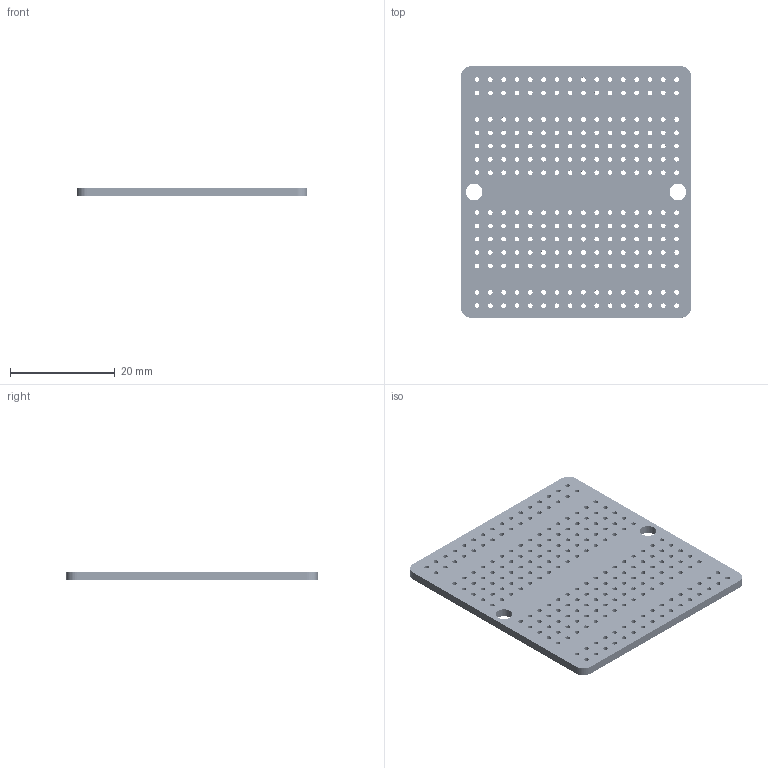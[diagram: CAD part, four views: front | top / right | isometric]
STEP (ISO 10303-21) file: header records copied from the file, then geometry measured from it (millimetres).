
FILE_DESCRIPTION(/* description */ (''),/* implementation_level */ '2;1');
FILE_NAME(/* name */ 'LasKKit_Quarter_Proto_Breadboard.step',/* time_stamp */ '2025-04-30T13:02:41+02:00',/* author */ (''),/* organization */ (''),/* preprocessor_version */ 'ST-DEVELOPER v20.1',/* originating_system */ 'Autodesk Translation Framework v14.4.0.0',/* authorisation */ '');
FILE_SCHEMA (('AUTOMOTIVE_DESIGN { 1 0 10303 214 3 1 1 }'));
Products named in the file (7): LasKKit_Quarter_Proto_Breadboard; Packages; LASKKIT_10MM_SILKSCREEN; 1-copper; 16-copper; 1-soldermask; 16-soldermask
Assembly tree (6 placements, depth 3):
  LasKKit_Quarter_Proto_Breadboard
    Packages
      LASKKIT_10MM_SILKSCREEN
    1-copper
    16-copper
    1-soldermask
    16-soldermask
Bounding box: 44 x 48 x 1.6 mm (x, y, z)
Volume: 3163.8 mm3; surface area: 16603.9 mm2
Topology: 487 solids, 487 shells, 5133 faces, 12477 edges, 8318 vertices
Faces by surface type: plane 2647, cylinder 2486
Full cylindrical faces by diameter (mm): 0.88 x672, 0.95 x896, 3.2 x6
Entity records: 157122 total; most frequent: DIRECTION 27743, CARTESIAN_POINT 25942, ORIENTED_EDGE 24954, EDGE_CURVE 12477, AXIS2_PLACEMENT_3D 10119, VERTEX_POINT 8318, EDGE_LOOP 7833, LINE 7505
